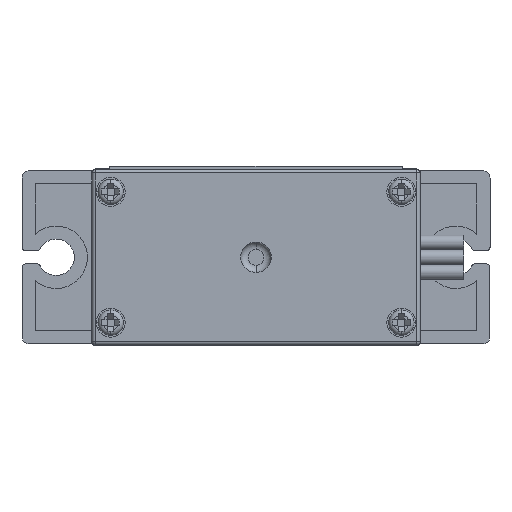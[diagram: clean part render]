
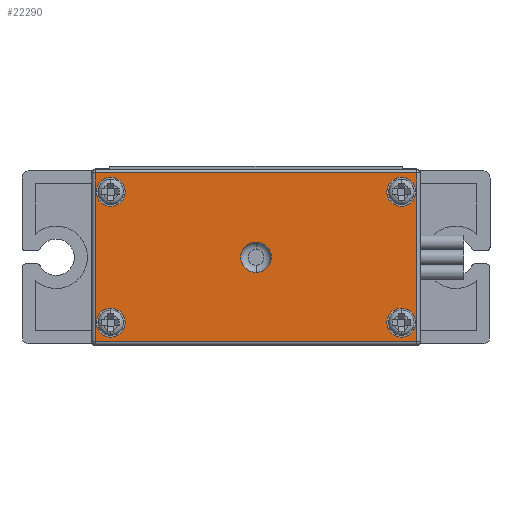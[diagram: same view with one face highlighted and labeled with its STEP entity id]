
A CAD part, front view. The second image highlights one B-rep face of the part: STEP entity #22290.
In plain terms, the highlighted planar face has unit normal (0, -1, 0).
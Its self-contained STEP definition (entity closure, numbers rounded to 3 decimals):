
#255 = CARTESIAN_POINT ( 'NONE',  ( -11.05, -11.275, 5.8 ) ) ;
#269 = DIRECTION ( 'NONE',  ( 0., 0., -1. ) ) ;
#1377 = EDGE_CURVE ( 'NONE', #27387, #30801, #9445, .T. ) ;
#1669 = ORIENTED_EDGE ( 'NONE', *, *, #6424, .T. ) ;
#1715 = AXIS2_PLACEMENT_3D ( 'NONE', #36375, #3381, #16600 ) ;
#1850 = AXIS2_PLACEMENT_3D ( 'NONE', #24016, #40557, #30351 ) ;
#1924 = DIRECTION ( 'NONE',  ( 0., -1., 0. ) ) ;
#2280 = EDGE_LOOP ( 'NONE', ( #1669, #9179, #16105, #35756 ) ) ;
#3381 = DIRECTION ( 'NONE',  ( 0., 1., 0. ) ) ;
#3665 = CIRCLE ( 'NONE', #9212, 1. ) ;
#3721 = AXIS2_PLACEMENT_3D ( 'NONE', #8842, #1924, #15132 ) ;
#3950 = DIRECTION ( 'NONE',  ( 0., -1., 0. ) ) ;
#4008 = AXIS2_PLACEMENT_3D ( 'NONE', #38772, #12472, #28962 ) ;
#5816 = CARTESIAN_POINT ( 'NONE',  ( 11.05, -11.275, 5.8 ) ) ;
#6424 = EDGE_CURVE ( 'NONE', #39737, #14201, #14124, .T. ) ;
#7095 = EDGE_CURVE ( 'NONE', #24331, #7747, #31738, .T. ) ;
#7108 = VERTEX_POINT ( 'NONE', #9206 ) ;
#7174 = DIRECTION ( 'NONE',  ( -1., 0., 0. ) ) ;
#7521 = DIRECTION ( 'NONE',  ( 0., 0., -1. ) ) ;
#7538 = DIRECTION ( 'NONE',  ( 0., 0., -1. ) ) ;
#7747 = VERTEX_POINT ( 'NONE', #10498 ) ;
#7852 = ORIENTED_EDGE ( 'NONE', *, *, #33251, .F. ) ;
#7879 = CARTESIAN_POINT ( 'NONE',  ( -10., -11.275, 4.5 ) ) ;
#8278 = EDGE_LOOP ( 'NONE', ( #40362, #38807 ) ) ;
#8277 = EDGE_CURVE ( 'NONE', #39418, #39873, #23048, .T. ) ;
#8684 = EDGE_CURVE ( 'NONE', #15996, #7108, #3665, .T. ) ;
#8842 = CARTESIAN_POINT ( 'NONE',  ( -10., -11.275, -4.5 ) ) ;
#8936 = CARTESIAN_POINT ( 'NONE',  ( -11.05, -11.275, -5.8 ) ) ;
#9179 = ORIENTED_EDGE ( 'NONE', *, *, #36668, .T. ) ;
#9206 = CARTESIAN_POINT ( 'NONE',  ( -10., -11.275, 5.5 ) ) ;
#9212 = AXIS2_PLACEMENT_3D ( 'NONE', #7879, #37452, #11371 ) ;
#9342 = LINE ( 'NONE', #8936, #17280 ) ;
#9362 = CARTESIAN_POINT ( 'NONE',  ( 10., -11.275, -3.5 ) ) ;
#9445 = CIRCLE ( 'NONE', #1850, 1. ) ;
#9602 = EDGE_CURVE ( 'NONE', #39873, #39418, #22437, .T. ) ;
#9867 = FACE_BOUND ( 'NONE', #30952, .T. ) ;
#10316 = EDGE_LOOP ( 'NONE', ( #39558, #19520 ) ) ;
#10498 = CARTESIAN_POINT ( 'NONE',  ( 0., -11.275, -1.05 ) ) ;
#11101 = CARTESIAN_POINT ( 'NONE',  ( 11.05, -11.275, -5.8 ) ) ;
#11371 = DIRECTION ( 'NONE',  ( 0., 0., -1. ) ) ;
#12161 = CARTESIAN_POINT ( 'NONE',  ( 10., -11.275, -5.5 ) ) ;
#12472 = DIRECTION ( 'NONE',  ( 0., -1., 0. ) ) ;
#13132 = FACE_BOUND ( 'NONE', #33364, .T. ) ;
#13616 = CIRCLE ( 'NONE', #16348, 1. ) ;
#13702 = LINE ( 'NONE', #255, #27449 ) ;
#14124 = LINE ( 'NONE', #11101, #37924 ) ;
#14201 = VERTEX_POINT ( 'NONE', #22962 ) ;
#14220 = DIRECTION ( 'NONE',  ( 0., 0., -1. ) ) ;
#15132 = DIRECTION ( 'NONE',  ( 0., 0., -1. ) ) ;
#15618 = ORIENTED_EDGE ( 'NONE', *, *, #9602, .F. ) ;
#15996 = VERTEX_POINT ( 'NONE', #28456 ) ;
#16105 = ORIENTED_EDGE ( 'NONE', *, *, #16129, .T. ) ;
#16129 = EDGE_CURVE ( 'NONE', #25797, #27737, #13702, .T. ) ;
#16204 = ORIENTED_EDGE ( 'NONE', *, *, #8277, .F. ) ;
#16242 = ORIENTED_EDGE ( 'NONE', *, *, #7095, .F. ) ;
#16348 = AXIS2_PLACEMENT_3D ( 'NONE', #28666, #21957, #42180 ) ;
#16600 = DIRECTION ( 'NONE',  ( 0., 0., 1. ) ) ;
#17280 = VECTOR ( 'NONE', #32993, 1000. ) ;
#17465 = CARTESIAN_POINT ( 'NONE',  ( 0., -11.275, 0. ) ) ;
#17728 = CIRCLE ( 'NONE', #30926, 1. ) ;
#18843 = AXIS2_PLACEMENT_3D ( 'NONE', #17465, #33993, #14220 ) ;
#19520 = ORIENTED_EDGE ( 'NONE', *, *, #28990, .F. ) ;
#19566 = CARTESIAN_POINT ( 'NONE',  ( -11.05, -11.275, 5.8 ) ) ;
#20440 = CIRCLE ( 'NONE', #39905, 1. ) ;
#21211 = DIRECTION ( 'NONE',  ( 0., 0., -1. ) ) ;
#21957 = DIRECTION ( 'NONE',  ( 0., -1., 0. ) ) ;
#22290 = ADVANCED_FACE ( 'NONE', ( #42903, #39452, #13132, #26342, #39663, #9867 ), #23103, .F. ) ;
#22437 = CIRCLE ( 'NONE', #3721, 1. ) ;
#22962 = CARTESIAN_POINT ( 'NONE',  ( 11.05, -11.275, -5.8 ) ) ;
#23048 = CIRCLE ( 'NONE', #32846, 1. ) ;
#23103 = PLANE ( 'NONE',  #1715 ) ;
#24016 = CARTESIAN_POINT ( 'NONE',  ( 10., -11.275, 4.5 ) ) ;
#24103 = EDGE_LOOP ( 'NONE', ( #16204, #15618 ) ) ;
#24220 = CARTESIAN_POINT ( 'NONE',  ( 10., -11.275, -4.5 ) ) ;
#24331 = VERTEX_POINT ( 'NONE', #37639 ) ;
#24677 = CARTESIAN_POINT ( 'NONE',  ( -10., -11.275, -4.5 ) ) ;
#25229 = VERTEX_POINT ( 'NONE', #9362 ) ;
#25775 = CARTESIAN_POINT ( 'NONE',  ( -10., -11.275, -5.5 ) ) ;
#25797 = VERTEX_POINT ( 'NONE', #5816 ) ;
#26342 = FACE_BOUND ( 'NONE', #10316, .T. ) ;
#27085 = CARTESIAN_POINT ( 'NONE',  ( 10., -11.275, 5.5 ) ) ;
#27106 = EDGE_CURVE ( 'NONE', #7747, #24331, #41034, .T. ) ;
#27387 = VERTEX_POINT ( 'NONE', #40477 ) ;
#27393 = CARTESIAN_POINT ( 'NONE',  ( -10., -11.275, -3.5 ) ) ;
#27449 = VECTOR ( 'NONE', #7174, 1000. ) ;
#27657 = CARTESIAN_POINT ( 'NONE',  ( 10., -11.275, -4.5 ) ) ;
#27737 = VERTEX_POINT ( 'NONE', #19566 ) ;
#28456 = CARTESIAN_POINT ( 'NONE',  ( -10., -11.275, 3.5 ) ) ;
#28666 = CARTESIAN_POINT ( 'NONE',  ( 10., -11.275, 4.5 ) ) ;
#28746 = CARTESIAN_POINT ( 'NONE',  ( -11.05, -11.275, -5.8 ) ) ;
#28962 = DIRECTION ( 'NONE',  ( 0., 0., -1. ) ) ;
#28990 = EDGE_CURVE ( 'NONE', #30801, #27387, #13616, .T. ) ;
#29911 = EDGE_CURVE ( 'NONE', #7108, #15996, #17728, .T. ) ;
#30285 = AXIS2_PLACEMENT_3D ( 'NONE', #27657, #34408, #7521 ) ;
#30351 = DIRECTION ( 'NONE',  ( 0., 0., -1. ) ) ;
#30801 = VERTEX_POINT ( 'NONE', #27085 ) ;
#30926 = AXIS2_PLACEMENT_3D ( 'NONE', #37173, #3950, #269 ) ;
#30952 = EDGE_LOOP ( 'NONE', ( #33250, #16242 ) ) ;
#31738 = CIRCLE ( 'NONE', #4008, 1.05 ) ;
#31906 = EDGE_CURVE ( 'NONE', #25229, #33867, #20440, .T. ) ;
#32604 = DIRECTION ( 'NONE',  ( 0., 0., 1. ) ) ;
#32671 = ORIENTED_EDGE ( 'NONE', *, *, #31906, .F. ) ;
#32846 = AXIS2_PLACEMENT_3D ( 'NONE', #24677, #41015, #21211 ) ;
#32993 = DIRECTION ( 'NONE',  ( 0., 0., -1. ) ) ;
#33250 = ORIENTED_EDGE ( 'NONE', *, *, #27106, .F. ) ;
#33251 = EDGE_CURVE ( 'NONE', #33867, #25229, #40718, .T. ) ;
#33364 = EDGE_LOOP ( 'NONE', ( #7852, #32671 ) ) ;
#33867 = VERTEX_POINT ( 'NONE', #12161 ) ;
#33993 = DIRECTION ( 'NONE',  ( 0., -1., 0. ) ) ;
#34102 = DIRECTION ( 'NONE',  ( 1., 0., 0. ) ) ;
#34408 = DIRECTION ( 'NONE',  ( 0., -1., 0. ) ) ;
#35756 = ORIENTED_EDGE ( 'NONE', *, *, #39137, .T. ) ;
#36375 = CARTESIAN_POINT ( 'NONE',  ( 0., -11.275, 0. ) ) ;
#36668 = EDGE_CURVE ( 'NONE', #14201, #25797, #39138, .T. ) ;
#37173 = CARTESIAN_POINT ( 'NONE',  ( -10., -11.275, 4.5 ) ) ;
#37452 = DIRECTION ( 'NONE',  ( 0., -1., 0. ) ) ;
#37531 = DIRECTION ( 'NONE',  ( 0., -1., 0. ) ) ;
#37639 = CARTESIAN_POINT ( 'NONE',  ( 0., -11.275, 1.05 ) ) ;
#37924 = VECTOR ( 'NONE', #34102, 1000. ) ;
#38772 = CARTESIAN_POINT ( 'NONE',  ( 0., -11.275, 0. ) ) ;
#38807 = ORIENTED_EDGE ( 'NONE', *, *, #29911, .F. ) ;
#39137 = EDGE_CURVE ( 'NONE', #27737, #39737, #9342, .T. ) ;
#39138 = LINE ( 'NONE', #42173, #40724 ) ;
#39418 = VERTEX_POINT ( 'NONE', #25775 ) ;
#39452 = FACE_BOUND ( 'NONE', #24103, .T. ) ;
#39558 = ORIENTED_EDGE ( 'NONE', *, *, #1377, .F. ) ;
#39663 = FACE_BOUND ( 'NONE', #8278, .T. ) ;
#39737 = VERTEX_POINT ( 'NONE', #28746 ) ;
#39873 = VERTEX_POINT ( 'NONE', #27393 ) ;
#39905 = AXIS2_PLACEMENT_3D ( 'NONE', #24220, #37531, #7538 ) ;
#40362 = ORIENTED_EDGE ( 'NONE', *, *, #8684, .F. ) ;
#40477 = CARTESIAN_POINT ( 'NONE',  ( 10., -11.275, 3.5 ) ) ;
#40557 = DIRECTION ( 'NONE',  ( 0., -1., 0. ) ) ;
#40718 = CIRCLE ( 'NONE', #30285, 1. ) ;
#40724 = VECTOR ( 'NONE', #32604, 1000. ) ;
#41015 = DIRECTION ( 'NONE',  ( 0., -1., 0. ) ) ;
#41034 = CIRCLE ( 'NONE', #18843, 1.05 ) ;
#42173 = CARTESIAN_POINT ( 'NONE',  ( 11.05, -11.275, 5.8 ) ) ;
#42180 = DIRECTION ( 'NONE',  ( 0., 0., -1. ) ) ;
#42903 = FACE_OUTER_BOUND ( 'NONE', #2280, .T. ) ;
